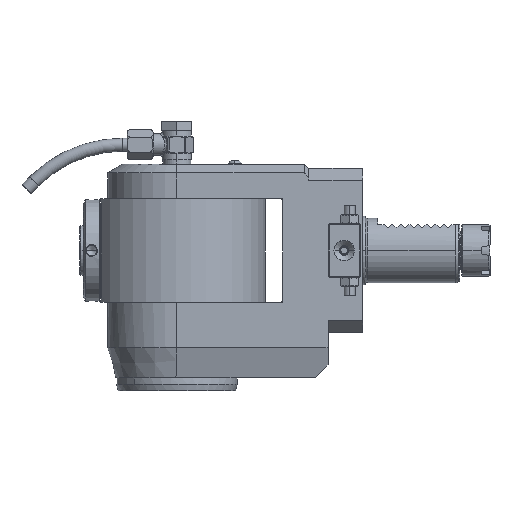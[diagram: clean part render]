
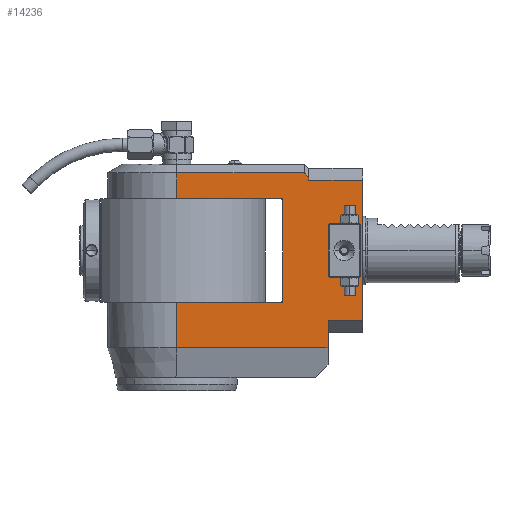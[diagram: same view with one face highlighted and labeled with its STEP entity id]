
A CAD part, left-side view. The second image highlights one B-rep face of the part: STEP entity #14236.
In plain terms, the highlighted planar face has unit normal (-1, 0, 0).
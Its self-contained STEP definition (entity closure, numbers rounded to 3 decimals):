
#2999=DIRECTION('',(0.,1.,0.));
#3000=VECTOR('',#2999,59.);
#3001=CARTESIAN_POINT('',(-32.,-59.,35.959));
#3002=LINE('',#3001,#3000);
#3023=DIRECTION('',(0.,0.,1.));
#3024=VECTOR('',#3023,0.5);
#3025=CARTESIAN_POINT('',(-32.,-59.,35.459));
#3026=LINE('',#3025,#3024);
#3031=DIRECTION('',(0.,1.,0.));
#3032=VECTOR('',#3031,0.433);
#3033=CARTESIAN_POINT('',(-32.,-59.433,35.459));
#3034=LINE('',#3033,#3032);
#3035=DIRECTION('',(0.,0.655,0.756));
#3036=VECTOR('',#3035,2.394);
#3037=CARTESIAN_POINT('',(-32.,-61.,33.649));
#3038=LINE('',#3037,#3036);
#3039=DIRECTION('',(0.,-1.,0.));
#3040=VECTOR('',#3039,25.);
#3041=CARTESIAN_POINT('',(-32.,-61.,32.515));
#3042=LINE('',#3041,#3040);
#3043=DIRECTION('',(0.,-1.,0.));
#3044=VECTOR('',#3043,16.);
#3045=CARTESIAN_POINT('',(-32.,-70.,-32.515));
#3046=LINE('',#3045,#3044);
#3047=DIRECTION('',(0.,1.,0.));
#3048=VECTOR('',#3047,23.368);
#3049=CARTESIAN_POINT('',(-32.,-49.,24.));
#3050=LINE('',#3049,#3048);
#3051=DIRECTION('',(0.,0.,1.));
#3052=VECTOR('',#3051,24.);
#3053=CARTESIAN_POINT('',(-32.,-85.,-12.));
#3054=LINE('',#3053,#3052);
#3055=DIRECTION('',(0.,-0.707,-0.707));
#3056=VECTOR('',#3055,0.707);
#3057=CARTESIAN_POINT('',(-32.,-84.5,12.5));
#3058=LINE('',#3057,#3056);
#3059=DIRECTION('',(0.,1.,0.));
#3060=VECTOR('',#3059,14.);
#3061=CARTESIAN_POINT('',(-32.,-84.5,12.5));
#3062=LINE('',#3061,#3060);
#3063=DIRECTION('',(0.,-0.707,0.707));
#3064=VECTOR('',#3063,0.707);
#3065=CARTESIAN_POINT('',(-32.,-70.,12.));
#3066=LINE('',#3065,#3064);
#3067=DIRECTION('',(0.,0.,-1.));
#3068=VECTOR('',#3067,24.);
#3069=CARTESIAN_POINT('',(-32.,-70.,12.));
#3070=LINE('',#3069,#3068);
#3071=DIRECTION('',(0.,0.707,0.707));
#3072=VECTOR('',#3071,0.707);
#3073=CARTESIAN_POINT('',(-32.,-70.5,-12.5));
#3074=LINE('',#3073,#3072);
#3075=DIRECTION('',(0.,-1.,0.));
#3076=VECTOR('',#3075,14.);
#3077=CARTESIAN_POINT('',(-32.,-70.5,-12.5));
#3078=LINE('',#3077,#3076);
#3079=DIRECTION('',(0.,0.707,-0.707));
#3080=VECTOR('',#3079,0.707);
#3081=CARTESIAN_POINT('',(-32.,-85.,-12.));
#3082=LINE('',#3081,#3080);
#3087=DIRECTION('',(0.,0.,-1.));
#3088=VECTOR('',#3087,11.959);
#3089=CARTESIAN_POINT('',(-32.,0.,
35.959));
#3090=LINE('',#3089,#3088);
#3180=DIRECTION('',(0.,0.,-1.));
#3181=VECTOR('',#3180,65.03);
#3182=CARTESIAN_POINT('',(-32.,-86.,32.515));
#3183=LINE('',#3182,#3181);
#3362=DIRECTION('',(0.,0.,1.));
#3363=VECTOR('',#3362,1.134);
#3364=CARTESIAN_POINT('',(-32.,-61.,32.515));
#3365=LINE('',#3364,#3363);
#3402=DIRECTION('',(0.,0.,1.));
#3403=VECTOR('',#3402,12.485);
#3404=CARTESIAN_POINT('',(-32.,-70.,-45.));
#3405=LINE('',#3404,#3403);
#3422=DIRECTION('',(0.,-1.,0.));
#3423=VECTOR('',#3422,70.);
#3424=CARTESIAN_POINT('',(-32.,0.,
-45.));
#3425=LINE('',#3424,#3423);
#3481=DIRECTION('',(0.,0.,-1.));
#3482=VECTOR('',#3481,21.);
#3483=CARTESIAN_POINT('',(-32.,0.,-24.));
#3484=LINE('',#3483,#3482);
#3485=CARTESIAN_POINT('',(-32.,0.,-45.001));
#3609=DIRECTION('',(0.,1.,0.));
#3610=VECTOR('',#3609,25.632);
#3611=CARTESIAN_POINT('',(-32.,-25.632,-24.));
#3612=LINE('',#3611,#3610);
#3635=DIRECTION('',(0.,1.,0.));
#3636=VECTOR('',#3635,23.368);
#3637=CARTESIAN_POINT('',(-32.,-49.,-24.));
#3638=LINE('',#3637,#3636);
#3647=DIRECTION('',(0.,0.,-1.));
#3648=VECTOR('',#3647,48.);
#3649=CARTESIAN_POINT('',(-32.,-49.,24.));
#3650=LINE('',#3649,#3648);
#4081=DIRECTION('',(0.,-1.,0.));
#4082=VECTOR('',#4081,25.632);
#4083=CARTESIAN_POINT('',(-32.,0.,24.));
#4084=LINE('',#4083,#4082);
#10519=CARTESIAN_POINT('',(-32.,-61.,33.649));
#10520=CARTESIAN_POINT('',(-32.,-59.433,35.459));
#10521=VERTEX_POINT('',#10519);
#10522=VERTEX_POINT('',#10520);
#10914=CARTESIAN_POINT('',(-32.,-85.,-12.));
#10915=CARTESIAN_POINT('',(-32.,-85.,12.));
#10916=VERTEX_POINT('',#10914);
#10917=VERTEX_POINT('',#10915);
#10918=CARTESIAN_POINT('',(-32.,-84.5,12.5));
#10919=CARTESIAN_POINT('',(-32.,-70.5,12.5));
#10920=VERTEX_POINT('',#10918);
#10921=VERTEX_POINT('',#10919);
#10922=CARTESIAN_POINT('',(-32.,-70.,12.));
#10923=CARTESIAN_POINT('',(-32.,-70.,-12.));
#10924=VERTEX_POINT('',#10922);
#10925=VERTEX_POINT('',#10923);
#10926=CARTESIAN_POINT('',(-32.,-70.5,-12.5));
#10927=CARTESIAN_POINT('',(-32.,-84.5,-12.5));
#10928=VERTEX_POINT('',#10926);
#10929=VERTEX_POINT('',#10927);
#11539=CARTESIAN_POINT('',(-32.,-86.,32.515));
#11541=VERTEX_POINT('',#11539);
#11546=CARTESIAN_POINT('',(-32.,-49.,24.));
#11547=CARTESIAN_POINT('',(-32.,-49.,-24.));
#11548=VERTEX_POINT('',#11546);
#11549=VERTEX_POINT('',#11547);
#11562=CARTESIAN_POINT('',(-32.,-25.632,-24.));
#11563=VERTEX_POINT('',#11562);
#11566=CARTESIAN_POINT('',(-32.,-25.632,24.));
#11567=VERTEX_POINT('',#11566);
#11578=CARTESIAN_POINT('',(-32.,-70.,-45.));
#11580=VERTEX_POINT('',#11578);
#11590=CARTESIAN_POINT('',(-32.,-86.,-32.515));
#11591=VERTEX_POINT('',#11590);
#11600=CARTESIAN_POINT('',(-32.,-70.,-32.515));
#11601=VERTEX_POINT('',#11600);
#11602=CARTESIAN_POINT('',(-32.,0.,35.959));
#11604=VERTEX_POINT('',#11602);
#11606=CARTESIAN_POINT('',(-32.,-59.,35.959));
#11607=VERTEX_POINT('',#11606);
#11614=VERTEX_POINT('',#3485);
#11632=CARTESIAN_POINT('',(-32.,-59.,35.459));
#11634=VERTEX_POINT('',#11632);
#11758=CARTESIAN_POINT('',(-32.,-61.,32.515));
#11759=VERTEX_POINT('',#11758);
#11764=CARTESIAN_POINT('',(-32.,0.,-24.));
#11765=VERTEX_POINT('',#11764);
#11767=CARTESIAN_POINT('',(-32.,0.,24.));
#11769=VERTEX_POINT('',#11767);
#14181=CARTESIAN_POINT('',(-32.,0.,-59.));
#14182=DIRECTION('',(-1.,0.,0.));
#14183=DIRECTION('',(0.,-1.,0.));
#14184=AXIS2_PLACEMENT_3D('',#14181,#14182,#14183);
#14185=PLANE('',#14184);
#14187=ORIENTED_EDGE('',*,*,#14186,.F.);
#14188=ORIENTED_EDGE('',*,*,#14129,.F.);
#14189=ORIENTED_EDGE('',*,*,#14175,.F.);
#14190=ORIENTED_EDGE('',*,*,#14164,.F.);
#14191=ORIENTED_EDGE('',*,*,#14151,.F.);
#14193=ORIENTED_EDGE('',*,*,#14192,.F.);
#14195=ORIENTED_EDGE('',*,*,#14194,.T.);
#14197=ORIENTED_EDGE('',*,*,#14196,.T.);
#14199=ORIENTED_EDGE('',*,*,#14198,.F.);
#14201=ORIENTED_EDGE('',*,*,#14200,.F.);
#14203=ORIENTED_EDGE('',*,*,#14202,.F.);
#14205=ORIENTED_EDGE('',*,*,#14204,.F.);
#14207=ORIENTED_EDGE('',*,*,#14206,.F.);
#14209=ORIENTED_EDGE('',*,*,#14208,.F.);
#14211=ORIENTED_EDGE('',*,*,#14210,.F.);
#14213=ORIENTED_EDGE('',*,*,#14212,.T.);
#14215=ORIENTED_EDGE('',*,*,#14214,.F.);
#14216=EDGE_LOOP('',(#14187,#14188,#14189,#14190,#14191,#14193,#14195,#14197,
#14199,#14201,#14203,#14205,#14207,#14209,#14211,#14213,#14215));
#14217=FACE_OUTER_BOUND('',#14216,.F.);
#14219=ORIENTED_EDGE('',*,*,#14218,.T.);
#14221=ORIENTED_EDGE('',*,*,#14220,.F.);
#14223=ORIENTED_EDGE('',*,*,#14222,.T.);
#14225=ORIENTED_EDGE('',*,*,#14224,.F.);
#14227=ORIENTED_EDGE('',*,*,#14226,.T.);
#14229=ORIENTED_EDGE('',*,*,#14228,.F.);
#14231=ORIENTED_EDGE('',*,*,#14230,.T.);
#14233=ORIENTED_EDGE('',*,*,#14232,.F.);
#14234=EDGE_LOOP('',(#14219,#14221,#14223,#14225,#14227,#14229,#14231,#14233));
#14235=FACE_BOUND('',#14234,.F.);
#14129=EDGE_CURVE('',#11607,#11604,#3002,.T.);
#14151=EDGE_CURVE('',#10521,#10522,#3038,.T.);
#14164=EDGE_CURVE('',#10522,#11634,#3034,.T.);
#14175=EDGE_CURVE('',#11634,#11607,#3026,.T.);
#14186=EDGE_CURVE('',#11604,#11769,#3090,.T.);
#14192=EDGE_CURVE('',#11759,#10521,#3365,.T.);
#14194=EDGE_CURVE('',#11759,#11541,#3042,.T.);
#14196=EDGE_CURVE('',#11541,#11591,#3183,.T.);
#14198=EDGE_CURVE('',#11601,#11591,#3046,.T.);
#14200=EDGE_CURVE('',#11580,#11601,#3405,.T.);
#14202=EDGE_CURVE('',#11614,#11580,#3425,.T.);
#14204=EDGE_CURVE('',#11765,#11614,#3484,.T.);
#14206=EDGE_CURVE('',#11563,#11765,#3612,.T.);
#14208=EDGE_CURVE('',#11549,#11563,#3638,.T.);
#14210=EDGE_CURVE('',#11548,#11549,#3650,.T.);
#14212=EDGE_CURVE('',#11548,#11567,#3050,.T.);
#14214=EDGE_CURVE('',#11769,#11567,#4084,.T.);
#14218=EDGE_CURVE('',#10916,#10917,#3054,.T.);
#14220=EDGE_CURVE('',#10920,#10917,#3058,.T.);
#14222=EDGE_CURVE('',#10920,#10921,#3062,.T.);
#14224=EDGE_CURVE('',#10924,#10921,#3066,.T.);
#14226=EDGE_CURVE('',#10924,#10925,#3070,.T.);
#14228=EDGE_CURVE('',#10928,#10925,#3074,.T.);
#14230=EDGE_CURVE('',#10928,#10929,#3078,.T.);
#14232=EDGE_CURVE('',#10916,#10929,#3082,.T.);
#14236=ADVANCED_FACE('',(#14217,#14235),#14185,.T.);
